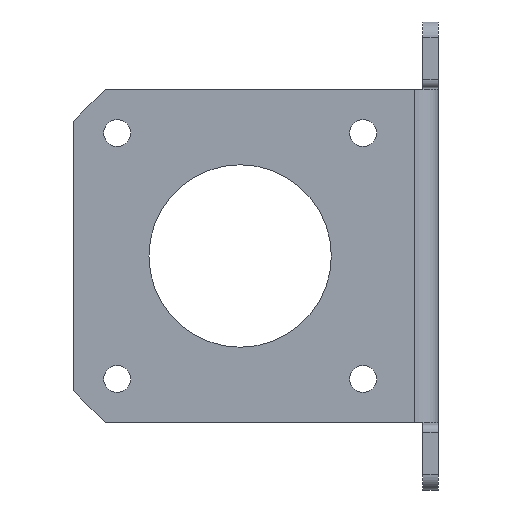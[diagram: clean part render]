
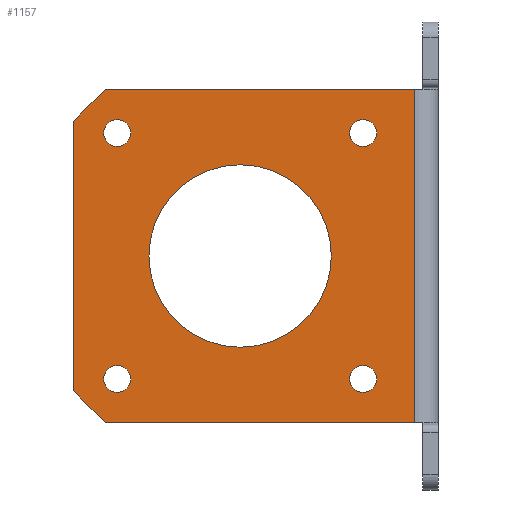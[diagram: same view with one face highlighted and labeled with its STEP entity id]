
A CAD part, left-side view. The second image highlights one B-rep face of the part: STEP entity #1157.
In plain terms, the highlighted planar face has unit normal (-1, 0, 0).
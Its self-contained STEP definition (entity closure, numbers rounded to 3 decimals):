
#4 = EDGE_LOOP ( 'NONE', ( #353, #1489 ) ) ;
#9 = ORIENTED_EDGE ( 'NONE', *, *, #137, .T. ) ;
#14 = ORIENTED_EDGE ( 'NONE', *, *, #1089, .T. ) ;
#77 = VECTOR ( 'NONE', #1556, 1000. ) ;
#88 = DIRECTION ( 'NONE',  ( 0., 0., -1. ) ) ;
#108 = DIRECTION ( 'NONE',  ( 0., 0., -1. ) ) ;
#111 = EDGE_CURVE ( 'NONE', #1038, #398, #1170, .T. ) ;
#137 = EDGE_CURVE ( 'NONE', #1119, #298, #1465, .T. ) ;
#148 = ORIENTED_EDGE ( 'NONE', *, *, #1183, .T. ) ;
#151 = AXIS2_PLACEMENT_3D ( 'NONE', #558, #430, #620 ) ;
#155 = CARTESIAN_POINT ( 'NONE',  ( 0., 9.5, -13.8 ) ) ;
#164 = CARTESIAN_POINT ( 'NONE',  ( 0., 9.5, -15.5 ) ) ;
#168 = AXIS2_PLACEMENT_3D ( 'NONE', #1325, #1430, #1436 ) ;
#176 = DIRECTION ( 'NONE',  ( 0., 0., -1. ) ) ;
#179 = CARTESIAN_POINT ( 'NONE',  ( 0., 9.5, 15.5 ) ) ;
#209 = FACE_BOUND ( 'NONE', #1273, .T. ) ;
#212 = VERTEX_POINT ( 'NONE', #789 ) ;
#234 = CARTESIAN_POINT ( 'NONE',  ( 0., 46., 17. ) ) ;
#236 = ORIENTED_EDGE ( 'NONE', *, *, #392, .T. ) ;
#263 = CARTESIAN_POINT ( 'NONE',  ( 0., 25., 0. ) ) ;
#282 = DIRECTION ( 'NONE',  ( 0., 0., -1. ) ) ;
#289 = VERTEX_POINT ( 'NONE', #1110 ) ;
#296 = DIRECTION ( 'NONE',  ( 0., 0., -1. ) ) ;
#298 = VERTEX_POINT ( 'NONE', #830 ) ;
#321 = CARTESIAN_POINT ( 'NONE',  ( 0., 25., 11.5 ) ) ;
#323 = EDGE_CURVE ( 'NONE', #758, #289, #1079, .T. ) ;
#343 = FACE_BOUND ( 'NONE', #418, .T. ) ;
#353 = ORIENTED_EDGE ( 'NONE', *, *, #1310, .T. ) ;
#356 = DIRECTION ( 'NONE',  ( 1., 0., 0. ) ) ;
#366 = CARTESIAN_POINT ( 'NONE',  ( 0., 40.5, -15.5 ) ) ;
#370 = CIRCLE ( 'NONE', #1216, 1.7 ) ;
#374 = VECTOR ( 'NONE', #88, 1000. ) ;
#382 = DIRECTION ( 'NONE',  ( 1., 0., 0. ) ) ;
#392 = EDGE_CURVE ( 'NONE', #298, #1119, #632, .T. ) ;
#398 = VERTEX_POINT ( 'NONE', #882 ) ;
#400 = CIRCLE ( 'NONE', #1071, 1.7 ) ;
#407 = AXIS2_PLACEMENT_3D ( 'NONE', #164, #382, #1372 ) ;
#412 = ORIENTED_EDGE ( 'NONE', *, *, #1553, .F. ) ;
#418 = EDGE_LOOP ( 'NONE', ( #1529, #472 ) ) ;
#419 = VERTEX_POINT ( 'NONE', #889 ) ;
#420 = CARTESIAN_POINT ( 'NONE',  ( 0., 42., 21. ) ) ;
#430 = DIRECTION ( 'NONE',  ( 1., 0., 0. ) ) ;
#436 = VECTOR ( 'NONE', #176, 1000. ) ;
#440 = DIRECTION ( 'NONE',  ( 1., 0., 0. ) ) ;
#448 = EDGE_CURVE ( 'NONE', #289, #1552, #1117, .T. ) ;
#454 = DIRECTION ( 'NONE',  ( 0., 0., -1. ) ) ;
#472 = ORIENTED_EDGE ( 'NONE', *, *, #920, .T. ) ;
#476 = AXIS2_PLACEMENT_3D ( 'NONE', #179, #1421, #454 ) ;
#478 = ORIENTED_EDGE ( 'NONE', *, *, #794, .T. ) ;
#518 = DIRECTION ( 'NONE',  ( 1., 0., 0. ) ) ;
#537 = EDGE_CURVE ( 'NONE', #907, #758, #1173, .T. ) ;
#546 = EDGE_LOOP ( 'NONE', ( #478, #1031, #1472, #1543, #948, #412 ) ) ;
#547 = CARTESIAN_POINT ( 'NONE',  ( 0., 3., 21. ) ) ;
#558 = CARTESIAN_POINT ( 'NONE',  ( 0., 25., 0. ) ) ;
#566 = CARTESIAN_POINT ( 'NONE',  ( 0., 3., 29.5 ) ) ;
#595 = CARTESIAN_POINT ( 'NONE',  ( 0., 42., -21. ) ) ;
#607 = DIRECTION ( 'NONE',  ( 0., 0., -1. ) ) ;
#620 = DIRECTION ( 'NONE',  ( 0., 0., -1. ) ) ;
#627 = CARTESIAN_POINT ( 'NONE',  ( 0., 9.5, 15.5 ) ) ;
#632 = CIRCLE ( 'NONE', #151, 11.5 ) ;
#636 = CARTESIAN_POINT ( 'NONE',  ( 0., 40.5, -15.5 ) ) ;
#670 = LINE ( 'NONE', #566, #436 ) ;
#703 = VERTEX_POINT ( 'NONE', #822 ) ;
#713 = DIRECTION ( 'NONE',  ( 0., 0.707, -0.707 ) ) ;
#714 = ORIENTED_EDGE ( 'NONE', *, *, #905, .T. ) ;
#717 = VERTEX_POINT ( 'NONE', #547 ) ;
#718 = VERTEX_POINT ( 'NONE', #420 ) ;
#719 = AXIS2_PLACEMENT_3D ( 'NONE', #627, #1237, #745 ) ;
#724 = LINE ( 'NONE', #234, #780 ) ;
#730 = CARTESIAN_POINT ( 'NONE',  ( 0., 0., 21. ) ) ;
#741 = EDGE_LOOP ( 'NONE', ( #714, #14 ) ) ;
#745 = DIRECTION ( 'NONE',  ( 0., 0., -1. ) ) ;
#758 = VERTEX_POINT ( 'NONE', #1335 ) ;
#762 = DIRECTION ( 'NONE',  ( 0., 0., -1. ) ) ;
#765 = AXIS2_PLACEMENT_3D ( 'NONE', #883, #1262, #1471 ) ;
#766 = CARTESIAN_POINT ( 'NONE',  ( 0., 0., -21. ) ) ;
#767 = CARTESIAN_POINT ( 'NONE',  ( 0., 9.5, 17.2 ) ) ;
#780 = VECTOR ( 'NONE', #713, 1000. ) ;
#782 = CARTESIAN_POINT ( 'NONE',  ( 0., 9.5, 13.8 ) ) ;
#789 = CARTESIAN_POINT ( 'NONE',  ( 0., 9.5, -17.2 ) ) ;
#794 = EDGE_CURVE ( 'NONE', #717, #718, #1118, .T. ) ;
#818 = CARTESIAN_POINT ( 'NONE',  ( 0., 46., 29.5 ) ) ;
#822 = CARTESIAN_POINT ( 'NONE',  ( 0., 40.5, 17.2 ) ) ;
#830 = CARTESIAN_POINT ( 'NONE',  ( 0., 25., -11.5 ) ) ;
#836 = PLANE ( 'NONE',  #168 ) ;
#882 = CARTESIAN_POINT ( 'NONE',  ( 0., 40.5, -13.8 ) ) ;
#883 = CARTESIAN_POINT ( 'NONE',  ( 0., 40.5, 15.5 ) ) ;
#889 = CARTESIAN_POINT ( 'NONE',  ( 0., 40.5, 13.8 ) ) ;
#905 = EDGE_CURVE ( 'NONE', #419, #703, #1444, .T. ) ;
#907 = VERTEX_POINT ( 'NONE', #1377 ) ;
#909 = CIRCLE ( 'NONE', #476, 1.7 ) ;
#911 = AXIS2_PLACEMENT_3D ( 'NONE', #636, #518, #607 ) ;
#914 = VECTOR ( 'NONE', #1231, 1000. ) ;
#920 = EDGE_CURVE ( 'NONE', #953, #212, #1321, .T. ) ;
#929 = VERTEX_POINT ( 'NONE', #767 ) ;
#946 = FACE_BOUND ( 'NONE', #4, .T. ) ;
#948 = ORIENTED_EDGE ( 'NONE', *, *, #448, .T. ) ;
#953 = VERTEX_POINT ( 'NONE', #155 ) ;
#981 = FACE_BOUND ( 'NONE', #741, .T. ) ;
#999 = ORIENTED_EDGE ( 'NONE', *, *, #111, .T. ) ;
#1031 = ORIENTED_EDGE ( 'NONE', *, *, #1235, .T. ) ;
#1036 = EDGE_CURVE ( 'NONE', #929, #1054, #909, .T. ) ;
#1038 = VERTEX_POINT ( 'NONE', #1053 ) ;
#1053 = CARTESIAN_POINT ( 'NONE',  ( 0., 40.5, -17.2 ) ) ;
#1054 = VERTEX_POINT ( 'NONE', #782 ) ;
#1057 = CARTESIAN_POINT ( 'NONE',  ( 0., 3., -21. ) ) ;
#1071 = AXIS2_PLACEMENT_3D ( 'NONE', #1282, #440, #296 ) ;
#1073 = AXIS2_PLACEMENT_3D ( 'NONE', #263, #1132, #762 ) ;
#1079 = LINE ( 'NONE', #595, #77 ) ;
#1089 = EDGE_CURVE ( 'NONE', #703, #419, #400, .T. ) ;
#1110 = CARTESIAN_POINT ( 'NONE',  ( 0., 42., -21. ) ) ;
#1117 = LINE ( 'NONE', #766, #1440 ) ;
#1118 = LINE ( 'NONE', #730, #914 ) ;
#1119 = VERTEX_POINT ( 'NONE', #321 ) ;
#1132 = DIRECTION ( 'NONE',  ( 1., 0., 0. ) ) ;
#1133 = CARTESIAN_POINT ( 'NONE',  ( 0., 9.5, -15.5 ) ) ;
#1157 = ADVANCED_FACE ( 'NONE', ( #1332, #946, #343, #209, #981, #1458 ), #836, .F. ) ;
#1164 = AXIS2_PLACEMENT_3D ( 'NONE', #1133, #1253, #282 ) ;
#1170 = CIRCLE ( 'NONE', #911, 1.7 ) ;
#1173 = LINE ( 'NONE', #818, #374 ) ;
#1183 = EDGE_CURVE ( 'NONE', #398, #1038, #370, .T. ) ;
#1216 = AXIS2_PLACEMENT_3D ( 'NONE', #366, #356, #108 ) ;
#1231 = DIRECTION ( 'NONE',  ( 0., 1., 0. ) ) ;
#1235 = EDGE_CURVE ( 'NONE', #718, #907, #724, .T. ) ;
#1237 = DIRECTION ( 'NONE',  ( 1., 0., 0. ) ) ;
#1253 = DIRECTION ( 'NONE',  ( 1., 0., 0. ) ) ;
#1262 = DIRECTION ( 'NONE',  ( 1., 0., 0. ) ) ;
#1273 = EDGE_LOOP ( 'NONE', ( #999, #148 ) ) ;
#1282 = CARTESIAN_POINT ( 'NONE',  ( 0., 40.5, 15.5 ) ) ;
#1288 = EDGE_CURVE ( 'NONE', #212, #953, #1565, .T. ) ;
#1310 = EDGE_CURVE ( 'NONE', #1054, #929, #1409, .T. ) ;
#1321 = CIRCLE ( 'NONE', #407, 1.7 ) ;
#1325 = CARTESIAN_POINT ( 'NONE',  ( 0., 0., 29.5 ) ) ;
#1332 = FACE_BOUND ( 'NONE', #1356, .T. ) ;
#1335 = CARTESIAN_POINT ( 'NONE',  ( 0., 46., -17. ) ) ;
#1356 = EDGE_LOOP ( 'NONE', ( #236, #9 ) ) ;
#1372 = DIRECTION ( 'NONE',  ( 0., 0., -1. ) ) ;
#1377 = CARTESIAN_POINT ( 'NONE',  ( 0., 46., 17. ) ) ;
#1409 = CIRCLE ( 'NONE', #719, 1.7 ) ;
#1421 = DIRECTION ( 'NONE',  ( 1., 0., 0. ) ) ;
#1430 = DIRECTION ( 'NONE',  ( 1., 0., 0. ) ) ;
#1436 = DIRECTION ( 'NONE',  ( 0., 0., -1. ) ) ;
#1440 = VECTOR ( 'NONE', #1513, 1000. ) ;
#1444 = CIRCLE ( 'NONE', #765, 1.7 ) ;
#1458 = FACE_OUTER_BOUND ( 'NONE', #546, .T. ) ;
#1465 = CIRCLE ( 'NONE', #1073, 11.5 ) ;
#1471 = DIRECTION ( 'NONE',  ( 0., 0., -1. ) ) ;
#1472 = ORIENTED_EDGE ( 'NONE', *, *, #537, .T. ) ;
#1489 = ORIENTED_EDGE ( 'NONE', *, *, #1036, .T. ) ;
#1513 = DIRECTION ( 'NONE',  ( 0., -1., 0. ) ) ;
#1529 = ORIENTED_EDGE ( 'NONE', *, *, #1288, .T. ) ;
#1543 = ORIENTED_EDGE ( 'NONE', *, *, #323, .T. ) ;
#1552 = VERTEX_POINT ( 'NONE', #1057 ) ;
#1553 = EDGE_CURVE ( 'NONE', #717, #1552, #670, .T. ) ;
#1556 = DIRECTION ( 'NONE',  ( 0., -0.707, -0.707 ) ) ;
#1565 = CIRCLE ( 'NONE', #1164, 1.7 ) ;
